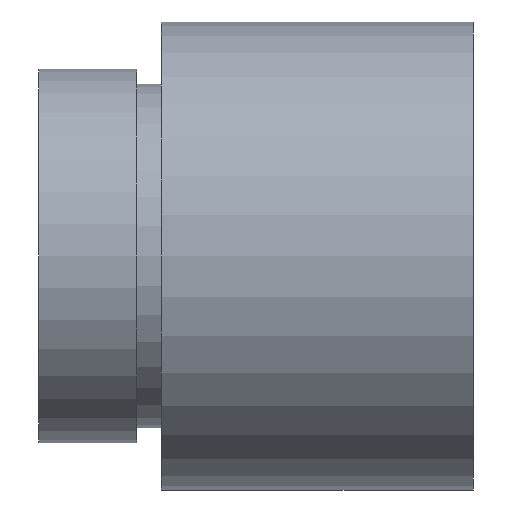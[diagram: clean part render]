
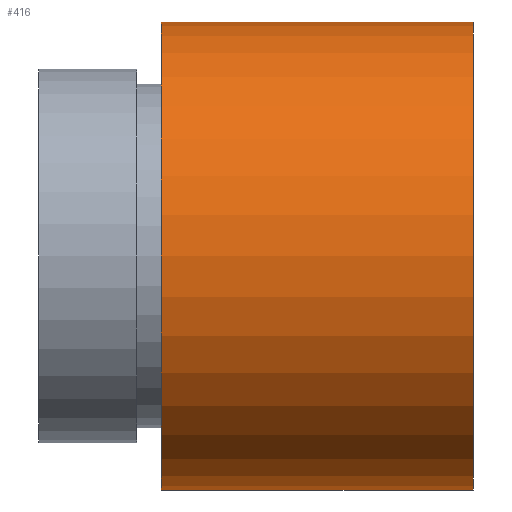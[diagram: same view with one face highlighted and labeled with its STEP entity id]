
A CAD part, left-side view. The second image highlights one B-rep face of the part: STEP entity #416.
In plain terms, the highlighted cylindrical face has radius 9.525 mm (diameter 19.05 mm), a partial arc.
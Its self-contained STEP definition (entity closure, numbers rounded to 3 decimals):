
#82 = CARTESIAN_POINT ( 'NONE',  ( 0., 12.7, 9.525 ) ) ;
#88 = CARTESIAN_POINT ( 'NONE',  ( 0., 0., -9.525 ) ) ;
#96 = EDGE_CURVE ( 'NONE', #468, #282, #378, .T. ) ;
#101 = CARTESIAN_POINT ( 'NONE',  ( 0., 161.376, -9.525 ) ) ;
#111 = DIRECTION ( 'NONE',  ( 0., 1., 0. ) ) ;
#112 = AXIS2_PLACEMENT_3D ( 'NONE', #455, #111, #119 ) ;
#119 = DIRECTION ( 'NONE',  ( 0., 0., 1. ) ) ;
#120 = ORIENTED_EDGE ( 'NONE', *, *, #550, .F. ) ;
#141 = ORIENTED_EDGE ( 'NONE', *, *, #471, .T. ) ;
#144 = EDGE_CURVE ( 'NONE', #330, #282, #321, .T. ) ;
#147 = DIRECTION ( 'NONE',  ( 0., 1., 0. ) ) ;
#154 = DIRECTION ( 'NONE',  ( 0., 1., 0. ) ) ;
#181 = CARTESIAN_POINT ( 'NONE',  ( 0., 161.376, 0. ) ) ;
#184 = EDGE_LOOP ( 'NONE', ( #120, #141, #435, #503 ) ) ;
#272 = VERTEX_POINT ( 'NONE', #88 ) ;
#275 = DIRECTION ( 'NONE',  ( 0., 0., 1. ) ) ;
#282 = VERTEX_POINT ( 'NONE', #82 ) ;
#306 = CYLINDRICAL_SURFACE ( 'NONE', #486, 9.525 ) ;
#321 = LINE ( 'NONE', #453, #329 ) ;
#329 = VECTOR ( 'NONE', #154, 1000. ) ;
#330 = VERTEX_POINT ( 'NONE', #418 ) ;
#367 = CIRCLE ( 'NONE', #604, 9.525 ) ;
#378 = CIRCLE ( 'NONE', #112, 9.525 ) ;
#383 = FACE_OUTER_BOUND ( 'NONE', #184, .T. ) ;
#384 = CARTESIAN_POINT ( 'NONE',  ( 0., 12.7, -9.525 ) ) ;
#412 = LINE ( 'NONE', #101, #429 ) ;
#416 = ADVANCED_FACE ( 'NONE', ( #383 ), #306, .T. ) ;
#418 = CARTESIAN_POINT ( 'NONE',  ( 0., 0., 9.525 ) ) ;
#429 = VECTOR ( 'NONE', #147, 1000. ) ;
#435 = ORIENTED_EDGE ( 'NONE', *, *, #144, .T. ) ;
#453 = CARTESIAN_POINT ( 'NONE',  ( 0., 161.376, 9.525 ) ) ;
#455 = CARTESIAN_POINT ( 'NONE',  ( 0., 12.7, 0. ) ) ;
#468 = VERTEX_POINT ( 'NONE', #384 ) ;
#471 = EDGE_CURVE ( 'NONE', #272, #330, #367, .T. ) ;
#484 = DIRECTION ( 'NONE',  ( 0., 0., 1. ) ) ;
#486 = AXIS2_PLACEMENT_3D ( 'NONE', #181, #585, #275 ) ;
#503 = ORIENTED_EDGE ( 'NONE', *, *, #96, .F. ) ;
#526 = DIRECTION ( 'NONE',  ( 0., 1., 0. ) ) ;
#550 = EDGE_CURVE ( 'NONE', #272, #468, #412, .T. ) ;
#583 = CARTESIAN_POINT ( 'NONE',  ( 0., 0., 0. ) ) ;
#585 = DIRECTION ( 'NONE',  ( 0., 1., 0. ) ) ;
#604 = AXIS2_PLACEMENT_3D ( 'NONE', #583, #526, #484 ) ;
